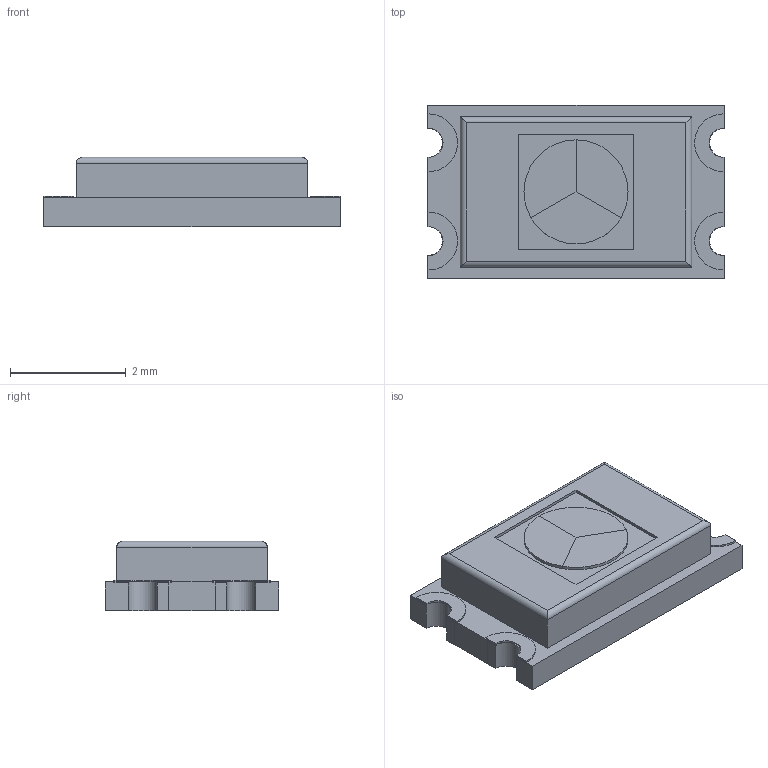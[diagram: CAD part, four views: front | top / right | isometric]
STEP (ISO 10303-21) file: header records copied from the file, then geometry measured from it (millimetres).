
FILE_DESCRIPTION(('FreeCAD Model'),'2;1');
FILE_NAME('Cut011_sp.step','2017-08-19T19:42:23',( 'kicad StepUp'),('ksu MCAD'),'Open CASCADE STEP processor 7.1', 'FreeCAD','Unknown');
FILE_SCHEMA(('AUTOMOTIVE_DESIGN { 1 0 10303 214 1 1 1 1 }'));
Length unit declared in the file: millimetre
Products named in the file (1): Cut011_sp
Bounding box: 5.12 x 3 x 1.2 mm (x, y, z)
Volume: 14.7 mm3; surface area: 48.3 mm2
Topology: 1 solids, 1 shells, 89 faces, 225 edges, 141 vertices
Faces by surface type: plane 63, cylinder 26
Entity records: 3287 total; most frequent: DIRECTION 469, CARTESIAN_POINT 456, ORIENTED_EDGE 450, EDGE_CURVE 225, LINE 161, VECTOR 161, AXIS2_PLACEMENT_3D 154, VERTEX_POINT 141
